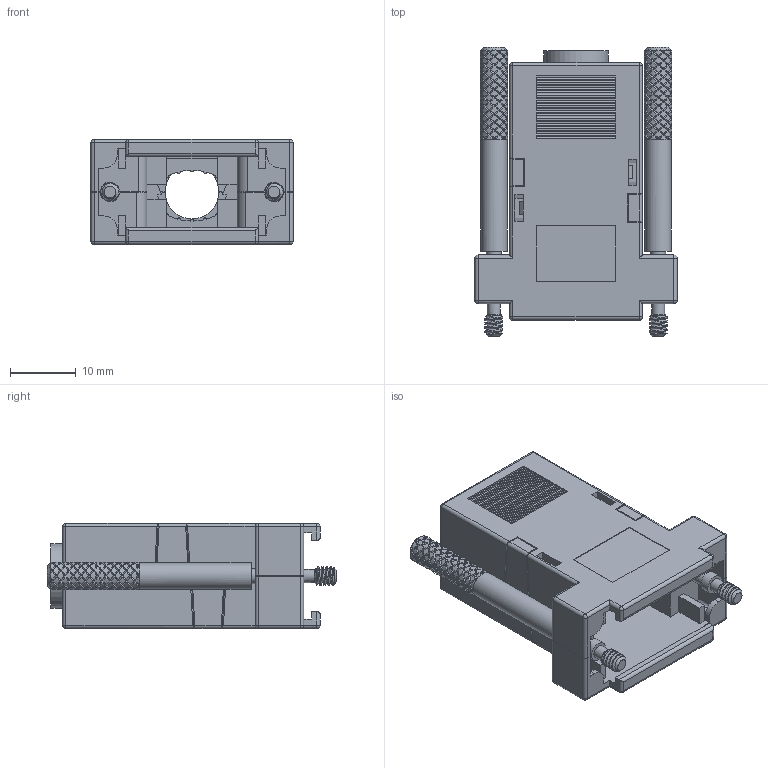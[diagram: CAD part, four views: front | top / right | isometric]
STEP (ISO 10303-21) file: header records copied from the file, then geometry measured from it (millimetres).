
FILE_DESCRIPTION(/* description */ ('Unknown'),/* implementation_level */ '2;1');
FILE_NAME(/* name */ '618009214622',/* time_stamp */ '2022-08-02T09:17:17+02:00',/* author */ ('Unknown'),/* organization */ ('Unknown'),/* preprocessor_version */ 'ST-DEVELOPER v16.7',/* originating_system */ 'Solid Edge',/* authorisation */ 'Unknown');
FILE_SCHEMA (('AUTOMOTIVE_DESIGN {1 0 10303 214 3 1 1}'));
Products named in the file (5): 6180xx214622; 618009214622_Housing; 6180xx214622_vis; 618009214622_Housing3; 618009214622_Housing2
Assembly tree (6 placements, depth 2):
  6180xx214622
    618009214622_Housing  x2
    6180xx214622_vis  x2
    618009214622_Housing3
    618009214622_Housing2
Bounding box: 30.8 x 44 x 16 mm (x, y, z)
Volume: 6914.4 mm3; surface area: 10230.8 mm2
Topology: 6 solids, 6 shells, 2510 faces, 5502 edges, 2998 vertices
Faces by surface type: bspline 1476, plane 512, cylinder 500, sphere 16, cone 6
Full cylindrical faces by diameter (mm): 2 x2, 2.3 x2, 3 x2, 4 x2
Entity records: 69157 total; most frequent: CARTESIAN_POINT 49044, ORIENTED_EDGE 5652, EDGE_CURVE 2826, DIRECTION 2245, VERTEX_POINT 1557, EDGE_LOOP 1303, FACE_BOUND 1303, ADVANCED_FACE 1288
